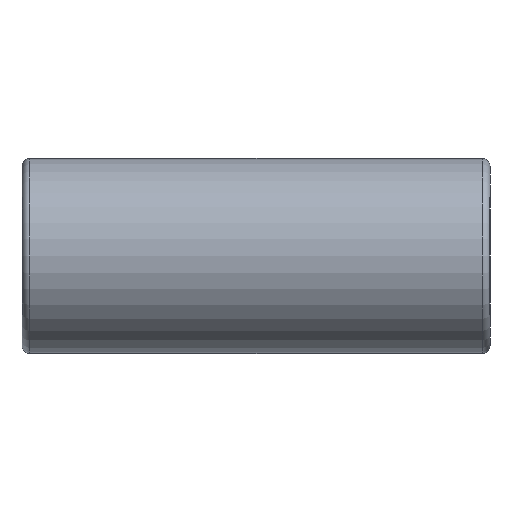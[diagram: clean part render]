
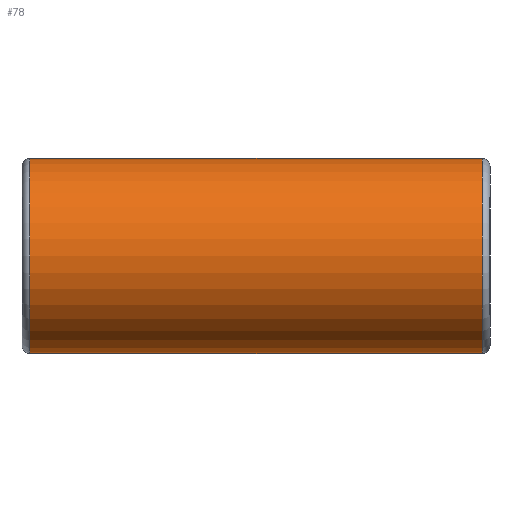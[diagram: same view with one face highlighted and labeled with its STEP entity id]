
A CAD part, left-side view. The second image highlights one B-rep face of the part: STEP entity #78.
In plain terms, the highlighted cylindrical face has radius 2.5 mm (diameter 5 mm), a partial arc.
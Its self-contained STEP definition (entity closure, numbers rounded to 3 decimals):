
#78 = ADVANCED_FACE( '', ( #162 ), #163, .T. );
#162 = FACE_OUTER_BOUND( '', #249, .T. );
#163 = CYLINDRICAL_SURFACE( '', #250, 2.5 );
#249 = EDGE_LOOP( '', ( #403, #404, #405, #406 ) );
#250 = AXIS2_PLACEMENT_3D( '', #407, #408, #409 );
#403 = ORIENTED_EDGE( '', *, *, #550, .T. );
#404 = ORIENTED_EDGE( '', *, *, #557, .T. );
#405 = ORIENTED_EDGE( '', *, *, #512, .F. );
#406 = ORIENTED_EDGE( '', *, *, #558, .T. );
#407 = CARTESIAN_POINT( '', ( -9.75, -6., 0. ) );
#408 = DIRECTION( '', ( 0., -1., 0. ) );
#409 = DIRECTION( '', ( 0., 0., 1. ) );
#512 = EDGE_CURVE( '', #602, #603, #604, .T. );
#550 = EDGE_CURVE( '', #638, #657, #659, .T. );
#557 = EDGE_CURVE( '', #657, #603, #666, .F. );
#558 = EDGE_CURVE( '', #602, #638, #667, .T. );
#602 = VERTEX_POINT( '', #720 );
#603 = VERTEX_POINT( '', #721 );
#604 = LINE( '', #722, #723 );
#638 = VERTEX_POINT( '', #764 );
#657 = VERTEX_POINT( '', #789 );
#659 = LINE( '', #792, #793 );
#666 = CIRCLE( '', #800, 2.5 );
#667 = CIRCLE( '', #801, 2.5 );
#720 = CARTESIAN_POINT( '', ( -9.75, -5.8, -2.5 ) );
#721 = CARTESIAN_POINT( '', ( -9.75, 5.8, -2.5 ) );
#722 = CARTESIAN_POINT( '', ( -9.75, -6., -2.5 ) );
#723 = VECTOR( '', #852, 1000. );
#764 = CARTESIAN_POINT( '', ( -9.75, -5.8, 2.5 ) );
#789 = CARTESIAN_POINT( '', ( -9.75, 5.8, 2.5 ) );
#792 = CARTESIAN_POINT( '', ( -9.75, -6., 2.5 ) );
#793 = VECTOR( '', #909, 1000. );
#800 = AXIS2_PLACEMENT_3D( '', #916, #917, #918 );
#801 = AXIS2_PLACEMENT_3D( '', #919, #920, #921 );
#852 = DIRECTION( '', ( 0., 1., 0. ) );
#909 = DIRECTION( '', ( 0., 1., 0. ) );
#916 = CARTESIAN_POINT( '', ( -9.75, 5.8, 0. ) );
#917 = DIRECTION( '', ( 0., 1., 0. ) );
#918 = DIRECTION( '', ( 0., 0., 1. ) );
#919 = CARTESIAN_POINT( '', ( -9.75, -5.8, 0. ) );
#920 = DIRECTION( '', ( 0., 1., 0. ) );
#921 = DIRECTION( '', ( 0., 0., 1. ) );
